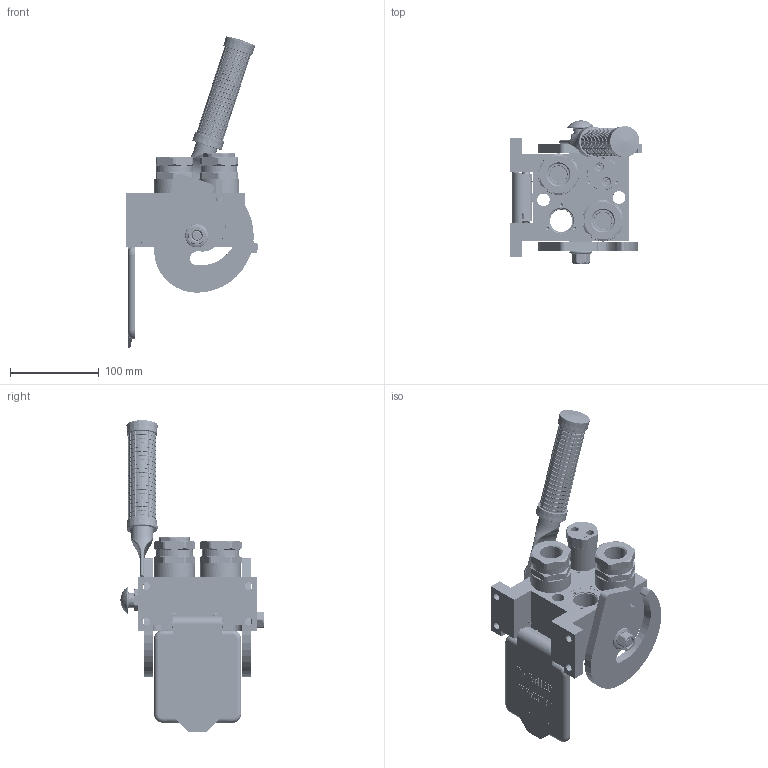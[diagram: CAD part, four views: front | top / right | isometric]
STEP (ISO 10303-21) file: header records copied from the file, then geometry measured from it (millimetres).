
FILE_DESCRIPTION (( 'STEP AP214' ), '1' );
FILE_NAME ('FASTER.step', '2021-06-14T12:16:17', ( '' ), ( '' ), 'SwSTEP 2.0', 'SolidWorks 2017', '' );
FILE_SCHEMA (( 'AUTOMOTIVE_DESIGN' ));
Length unit declared in the file: millimetre
Products named in the file (37): curs_molla_34; 4830_025_2000_000; 2ffnb34_gas_f; A_2ffngs12_aa_f; 2ffngs12_aa_f; 4250_014_1000_000; or2_62x17_86; 4830_025_0000_001; A_2ffnb34_gas_f; et011; 4830_070_0000_001; 4340_014_0000_000; 0048_042_0412_000; 4820_001_0004_000; FASTER; 4810_001_0001_014; 4850_024_5001_010; 4830_020_0000_033; 4830_025_1000_000; 4850_024_6002_020; 4850_024_6001_000; 4850_024_6001_021; 4142_072_1000_300; sicura_p5; 4830_001_0005_301; P510_F_ALB_BASE; 4820_024_1002_011; 4830_001_0005_300; 4850_024_6001_000_ASM; or1_5x7_m; curs_molla_12; 4150_072_1000_200; 4850_024_0000_012; 4830_022_0000_011; 1540_080_0012_000
Assembly tree (40 placements, depth 4):
  FASTER
    P510_F_ALB_BASE
      4830_020_0000_033
      4830_025_1000_000
      4820_001_0004_000
      4810_001_0001_014
      4830_022_0000_011
      4830_070_0000_001
      4830_001_0005_300
      4830_001_0005_301
      or2_62x17_86  x2
    A_2ffnb34_gas_f  x2
      curs_molla_34
        4150_072_1000_200
        4250_014_1000_000
      2ffnb34_gas_f
        2ffnb34_gas_f
    A_2ffngs12_aa_f
      curs_molla_12
        4340_014_0000_000
        4142_072_1000_300
      2ffngs12_aa_f
        2ffngs12_aa_f
    4850_024_6001_000
      4850_024_6001_000_ASM
        4850_024_5001_010
        4850_024_6001_021
        4820_024_1002_011
      sicura_p5
        4830_025_0000_001
        or1_5x7_m
        0048_042_0412_000
      4850_024_6002_020
      4850_024_0000_012
      1540_080_0012_000
      4830_025_2000_000
      or2_62x17_86  x2
    et011
Bounding box: 148.95 x 160.93 x 350 mm (x, y, z)
Volume: 250672.8 mm3; surface area: 344245.8 mm2
Topology: 25 solids, 58 shells, 5266 faces, 14013 edges, 8962 vertices
Faces by surface type: plane 2276, cylinder 1800, torus 543, cone 373, bspline 235, sphere 39
Entity records: 218320 total; most frequent: CARTESIAN_POINT 90837, ORIENTED_EDGE 26157, DIRECTION 22540, EDGE_CURVE 13187, VERTEX_POINT 8460, LINE 7670, VECTOR 7670, AXIS2_PLACEMENT_3D 7435
